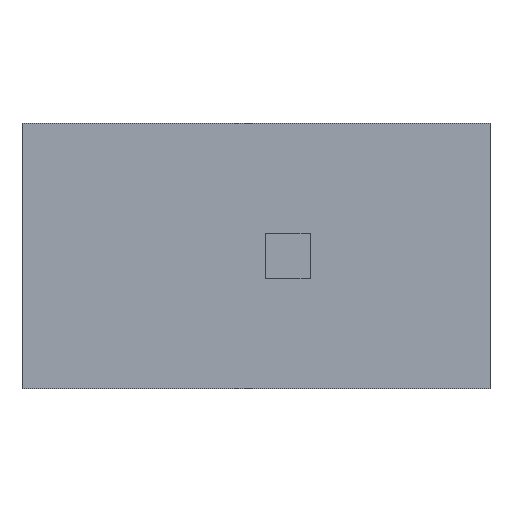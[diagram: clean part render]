
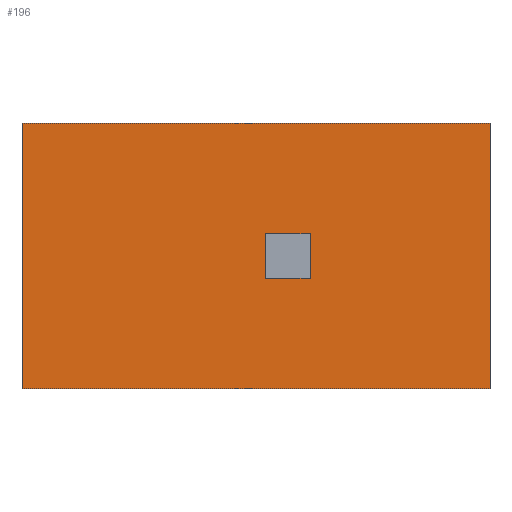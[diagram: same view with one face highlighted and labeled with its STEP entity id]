
A CAD part, top view. The second image highlights one B-rep face of the part: STEP entity #196.
In plain terms, the highlighted planar face has unit normal (0, 0, 1).
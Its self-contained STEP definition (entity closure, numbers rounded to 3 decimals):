
#15=FACE_BOUND('',#38,.T.);
#26=FACE_OUTER_BOUND('',#37,.T.);
#37=EDGE_LOOP('',(#167,#168,#169,#170));
#38=EDGE_LOOP('',(#171,#172,#173,#174));
#39=LINE('',#280,#63);
#43=LINE('',#288,#67);
#46=LINE('',#294,#70);
#49=LINE('',#299,#73);
#53=LINE('',#309,#77);
#56=LINE('',#315,#80);
#59=LINE('',#321,#83);
#62=LINE('',#325,#86);
#63=VECTOR('',#232,10.);
#67=VECTOR('',#238,10.);
#70=VECTOR('',#243,10.);
#73=VECTOR('',#248,10.);
#77=VECTOR('',#256,10.);
#80=VECTOR('',#261,10.);
#83=VECTOR('',#266,10.);
#86=VECTOR('',#271,10.);
#87=VERTEX_POINT('',#278);
#88=VERTEX_POINT('',#279);
#91=VERTEX_POINT('',#287);
#93=VERTEX_POINT('',#293);
#97=VERTEX_POINT('',#306);
#98=VERTEX_POINT('',#308);
#100=VERTEX_POINT('',#314);
#102=VERTEX_POINT('',#320);
#103=EDGE_CURVE('',#87,#88,#39,.T.);
#107=EDGE_CURVE('',#88,#91,#43,.T.);
#110=EDGE_CURVE('',#91,#93,#46,.T.);
#113=EDGE_CURVE('',#93,#87,#49,.T.);
#117=EDGE_CURVE('',#98,#97,#53,.T.);
#120=EDGE_CURVE('',#100,#98,#56,.T.);
#123=EDGE_CURVE('',#102,#100,#59,.T.);
#126=EDGE_CURVE('',#97,#102,#62,.T.);
#167=ORIENTED_EDGE('',*,*,#126,.T.);
#168=ORIENTED_EDGE('',*,*,#123,.T.);
#169=ORIENTED_EDGE('',*,*,#120,.T.);
#170=ORIENTED_EDGE('',*,*,#117,.T.);
#171=ORIENTED_EDGE('',*,*,#103,.T.);
#172=ORIENTED_EDGE('',*,*,#107,.T.);
#173=ORIENTED_EDGE('',*,*,#110,.T.);
#174=ORIENTED_EDGE('',*,*,#113,.T.);
#185=PLANE('',#227);
#196=ADVANCED_FACE('',(#26,#15),#185,.T.);
#227=AXIS2_PLACEMENT_3D('',#327,#274,#275);
#232=DIRECTION('',(0.,1.,0.));
#238=DIRECTION('',(1.,0.,0.));
#243=DIRECTION('',(0.,-1.,0.));
#248=DIRECTION('',(-1.,0.,0.));
#256=DIRECTION('',(0.,-1.,0.));
#261=DIRECTION('',(-1.,0.,0.));
#266=DIRECTION('',(0.,1.,0.));
#271=DIRECTION('',(1.,0.,0.));
#274=DIRECTION('center_axis',(0.,0.,1.));
#275=DIRECTION('ref_axis',(1.,0.,0.));
#278=CARTESIAN_POINT('',(0.11,-0.25,0.55));
#279=CARTESIAN_POINT('',(0.11,0.25,0.55));
#280=CARTESIAN_POINT('',(0.11,0.125,0.55));
#287=CARTESIAN_POINT('',(0.61,0.25,0.55));
#288=CARTESIAN_POINT('',(0.305,0.25,0.55));
#293=CARTESIAN_POINT('',(0.61,-0.25,0.55));
#294=CARTESIAN_POINT('',(0.61,-0.125,0.55));
#299=CARTESIAN_POINT('',(0.055,-0.25,0.55));
#306=CARTESIAN_POINT('',(-2.64,-1.5,0.55));
#308=CARTESIAN_POINT('',(-2.64,1.5,0.55));
#309=CARTESIAN_POINT('',(-2.64,-1.5,0.55));
#314=CARTESIAN_POINT('',(2.64,1.5,0.55));
#315=CARTESIAN_POINT('',(-2.64,1.5,0.55));
#320=CARTESIAN_POINT('',(2.64,-1.5,0.55));
#321=CARTESIAN_POINT('',(2.64,1.5,0.55));
#325=CARTESIAN_POINT('',(2.64,-1.5,0.55));
#327=CARTESIAN_POINT('Origin',(0.,0.,0.55));
